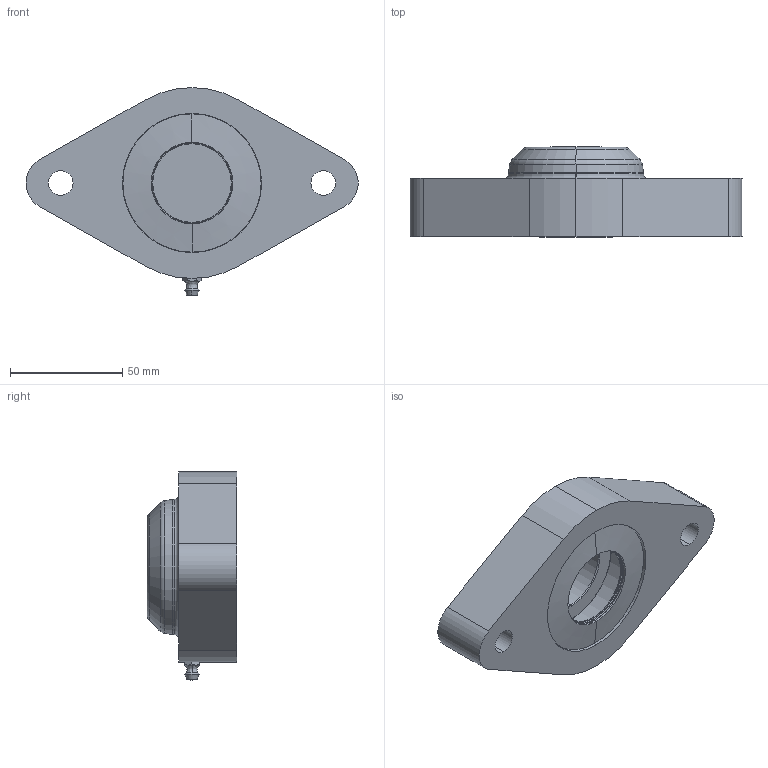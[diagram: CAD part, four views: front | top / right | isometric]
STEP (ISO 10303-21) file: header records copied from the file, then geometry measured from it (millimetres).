
FILE_DESCRIPTION (( 'STEP AP214' ), '1' );
FILE_NAME ('Rexnord-FL-FL 1206-68339.STEP', '2020-12-14T11:51:53', ( '' ), ( '' ), 'SwSTEP 2.0', 'SolidWorks 2020', '' );
FILE_SCHEMA (( 'AUTOMOTIVE_DESIGN' ));
Length unit declared in the file: millimetre
Products named in the file (5): Rexnord-FL-FL 1206-68339_CAP_CLOSE; Rexnord-FL-FL 1206-68339_BEARING; Rexnord-FL-FL 1206-68339_NIPPLE; Rexnord-FL-FL 1206-68339; Rexnord-FL-FL 1206-68339_HUB
Assembly tree (4 placements, depth 2):
  Rexnord-FL-FL 1206-68339
    Rexnord-FL-FL 1206-68339_HUB
    Rexnord-FL-FL 1206-68339_BEARING
    Rexnord-FL-FL 1206-68339_CAP_CLOSE
    Rexnord-FL-FL 1206-68339_NIPPLE
Bounding box: 147.92 x 40 x 93 mm (x, y, z)
Volume: 163464.2 mm3; surface area: 52560 mm2
Topology: 5 solids, 5 shells, 149 faces, 323 edges, 198 vertices
Faces by surface type: cylinder 52, plane 44, cone 32, torus 18, bspline 3
Entity records: 5154 total; most frequent: CARTESIAN_POINT 994, DIRECTION 765, ORIENTED_EDGE 646, EDGE_CURVE 323, AXIS2_PLACEMENT_3D 317, VERTEX_POINT 198, EDGE_LOOP 173, CIRCLE 164
